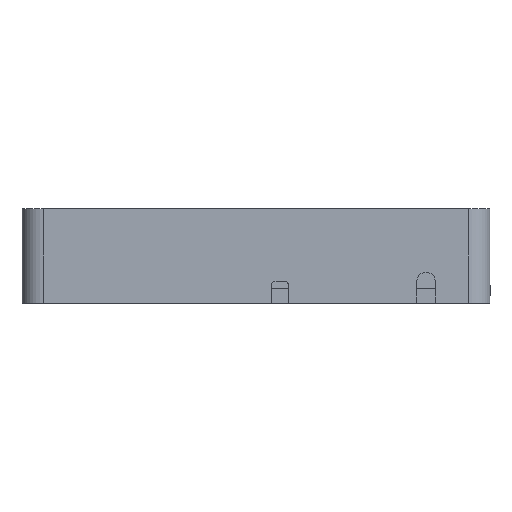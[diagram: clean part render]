
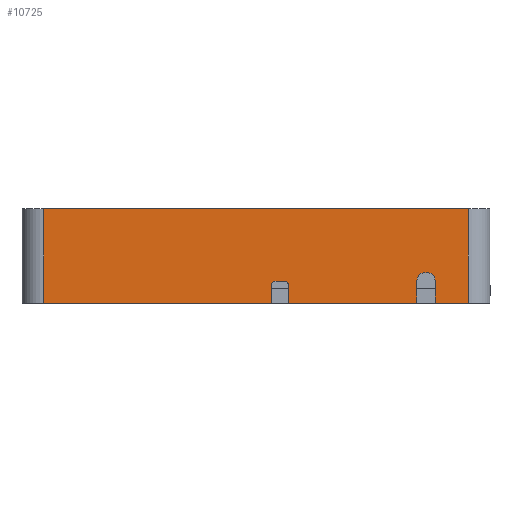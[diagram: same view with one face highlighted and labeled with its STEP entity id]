
A CAD part, left-side view. The second image highlights one B-rep face of the part: STEP entity #10725.
In plain terms, the highlighted planar face has unit normal (-1, 0, 0).
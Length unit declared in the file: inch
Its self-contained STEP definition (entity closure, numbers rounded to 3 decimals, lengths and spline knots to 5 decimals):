
#163 = VECTOR ( 'NONE', #15245, 39.37008 ) ;
#620 = ORIENTED_EDGE ( 'NONE', *, *, #24208, .F. ) ;
#643 = EDGE_CURVE ( 'NONE', #1537, #28892, #3260, .T. ) ;
#710 = DIRECTION ( 'NONE',  ( 0., 0., -1. ) ) ;
#794 = VECTOR ( 'NONE', #15088, 39.37008 ) ;
#865 = CARTESIAN_POINT ( 'NONE',  ( 1.0187, 2.77088, -0.2 ) ) ;
#1049 = VECTOR ( 'NONE', #16720, 39.37008 ) ;
#1144 = VERTEX_POINT ( 'NONE', #7750 ) ;
#1353 = VECTOR ( 'NONE', #23438, 39.37008 ) ;
#1537 = VERTEX_POINT ( 'NONE', #865 ) ;
#1628 = CARTESIAN_POINT ( 'NONE',  ( 1.0187, 8.16501, 1.1 ) ) ;
#1695 = CARTESIAN_POINT ( 'NONE',  ( 1.0187, 4.97876, 0.09996 ) ) ;
#2063 = CARTESIAN_POINT ( 'NONE',  ( 1.0187, 8.16501, -0.2 ) ) ;
#2315 = EDGE_CURVE ( 'NONE', #7695, #13241, #19581, .T. ) ;
#2444 = CARTESIAN_POINT ( 'NONE',  ( 1.0187, 2.88088, 0.22025 ) ) ;
#2850 = CARTESIAN_POINT ( 'NONE',  ( 1.0187, 4.79254, 0.04996 ) ) ;
#2883 = ORIENTED_EDGE ( 'NONE', *, *, #8450, .T. ) ;
#3217 = LINE ( 'NONE', #6533, #21128 ) ;
#3241 = VERTEX_POINT ( 'NONE', #26382 ) ;
#3260 = LINE ( 'NONE', #21186, #21172 ) ;
#3834 = LINE ( 'NONE', #8930, #9318 ) ;
#4123 = ORIENTED_EDGE ( 'NONE', *, *, #6839, .T. ) ;
#4684 = CARTESIAN_POINT ( 'NONE',  ( 1.0187, 8.16501, 1.1 ) ) ;
#4985 = EDGE_CURVE ( 'NONE', #28892, #5456, #12780, .T. ) ;
#5005 = AXIS2_PLACEMENT_3D ( 'NONE', #22268, #8303, #24609 ) ;
#5456 = VERTEX_POINT ( 'NONE', #14560 ) ;
#5769 = AXIS2_PLACEMENT_3D ( 'NONE', #12297, #28681, #14628 ) ;
#6007 = CARTESIAN_POINT ( 'NONE',  ( 1.0187, 8.16501, 1.1 ) ) ;
#6321 = DIRECTION ( 'NONE',  ( 0., 0., -1. ) ) ;
#6526 = CIRCLE ( 'NONE', #29350, 0.05 ) ;
#6533 = CARTESIAN_POINT ( 'NONE',  ( 1.0187, 8.16501, -0.2 ) ) ;
#6839 = EDGE_CURVE ( 'NONE', #20152, #1144, #3217, .T. ) ;
#6935 = CARTESIAN_POINT ( 'NONE',  ( 1.0187, 4.79254, -0.2 ) ) ;
#7184 = VECTOR ( 'NONE', #8375, 39.37008 ) ;
#7256 = LINE ( 'NONE', #26018, #1049 ) ;
#7545 = VECTOR ( 'NONE', #710, 39.37008 ) ;
#7695 = VERTEX_POINT ( 'NONE', #4684 ) ;
#7750 = CARTESIAN_POINT ( 'NONE',  ( 1.0187, 3.02088, -0.2 ) ) ;
#7974 = ORIENTED_EDGE ( 'NONE', *, *, #643, .F. ) ;
#8192 = CARTESIAN_POINT ( 'NONE',  ( 1.0187, 8.16501, -0.2 ) ) ;
#8303 = DIRECTION ( 'NONE',  ( -1., 0., 0. ) ) ;
#8375 = DIRECTION ( 'NONE',  ( 0., -1., 0. ) ) ;
#8450 = EDGE_CURVE ( 'NONE', #1537, #17422, #3834, .T. ) ;
#8486 = ORIENTED_EDGE ( 'NONE', *, *, #2315, .F. ) ;
#8664 = ORIENTED_EDGE ( 'NONE', *, *, #10939, .F. ) ;
#8849 = VERTEX_POINT ( 'NONE', #2063 ) ;
#8930 = CARTESIAN_POINT ( 'NONE',  ( 1.0187, 8.16501, -0.2 ) ) ;
#8949 = ORIENTED_EDGE ( 'NONE', *, *, #27595, .T. ) ;
#9162 = CARTESIAN_POINT ( 'NONE',  ( 1.0187, 2.31402, 1.1 ) ) ;
#9318 = VECTOR ( 'NONE', #20556, 39.37008 ) ;
#9447 = DIRECTION ( 'NONE',  ( 0., 0., 1. ) ) ;
#9860 = DIRECTION ( 'NONE',  ( -1., 0., 0. ) ) ;
#9907 = EDGE_CURVE ( 'NONE', #16687, #3241, #28132, .T. ) ;
#10725 = ADVANCED_FACE ( 'NONE', ( #21082 ), #15593, .F. ) ;
#10849 = DIRECTION ( 'NONE',  ( -1., 0., 0. ) ) ;
#10939 = EDGE_CURVE ( 'NONE', #5456, #16687, #19969, .T. ) ;
#10975 = VECTOR ( 'NONE', #27981, 39.37008 ) ;
#11651 = EDGE_LOOP ( 'NONE', ( #21956, #23432, #19426, #16655, #21055, #23713, #4123, #23983, #13987, #8664, #24154, #7974, #2883, #620, #8486, #8949 ) ) ;
#11948 = EDGE_CURVE ( 'NONE', #20152, #27551, #25010, .T. ) ;
#12045 = EDGE_CURVE ( 'NONE', #19037, #29424, #22057, .T. ) ;
#12297 = CARTESIAN_POINT ( 'NONE',  ( 1.0187, 4.84254, 0.04996 ) ) ;
#12431 = LINE ( 'NONE', #20906, #10975 ) ;
#12780 = CIRCLE ( 'NONE', #5005, 0.11 ) ;
#12927 = CARTESIAN_POINT ( 'NONE',  ( 1.0187, 2.91088, 0.22025 ) ) ;
#13000 = LINE ( 'NONE', #14652, #7545 ) ;
#13241 = VERTEX_POINT ( 'NONE', #9162 ) ;
#13929 = VECTOR ( 'NONE', #28448, 39.37008 ) ;
#13987 = ORIENTED_EDGE ( 'NONE', *, *, #9907, .F. ) ;
#13990 = EDGE_CURVE ( 'NONE', #16895, #14445, #20891, .T. ) ;
#14382 = CARTESIAN_POINT ( 'NONE',  ( 1.0187, 5.02876, -0.2 ) ) ;
#14438 = EDGE_CURVE ( 'NONE', #3241, #1144, #12431, .T. ) ;
#14445 = VERTEX_POINT ( 'NONE', #18648 ) ;
#14560 = CARTESIAN_POINT ( 'NONE',  ( 1.0187, 2.88088, 0.22025 ) ) ;
#14616 = EDGE_CURVE ( 'NONE', #27551, #19037, #18065, .T. ) ;
#14628 = DIRECTION ( 'NONE',  ( 0., 0., 1. ) ) ;
#14652 = CARTESIAN_POINT ( 'NONE',  ( 1.0187, 8.16501, 1.1 ) ) ;
#15088 = DIRECTION ( 'NONE',  ( 0., -1., 0. ) ) ;
#15245 = DIRECTION ( 'NONE',  ( 0., 0., 1. ) ) ;
#15593 = PLANE ( 'NONE',  #16451 ) ;
#15891 = DIRECTION ( 'NONE',  ( 0., -1., 0. ) ) ;
#16075 = EDGE_CURVE ( 'NONE', #8849, #14445, #24149, .T. ) ;
#16451 = AXIS2_PLACEMENT_3D ( 'NONE', #1628, #20302, #6321 ) ;
#16655 = ORIENTED_EDGE ( 'NONE', *, *, #12045, .F. ) ;
#16687 = VERTEX_POINT ( 'NONE', #12927 ) ;
#16720 = DIRECTION ( 'NONE',  ( 0., 0., -1. ) ) ;
#16895 = VERTEX_POINT ( 'NONE', #26856 ) ;
#17422 = VERTEX_POINT ( 'NONE', #21706 ) ;
#17909 = EDGE_CURVE ( 'NONE', #29424, #16895, #6526, .T. ) ;
#18022 = DIRECTION ( 'NONE',  ( 0., 1., 0. ) ) ;
#18065 = CIRCLE ( 'NONE', #5769, 0.05 ) ;
#18648 = CARTESIAN_POINT ( 'NONE',  ( 1.0187, 5.02876, -0.2 ) ) ;
#19037 = VERTEX_POINT ( 'NONE', #29303 ) ;
#19426 = ORIENTED_EDGE ( 'NONE', *, *, #17909, .F. ) ;
#19581 = LINE ( 'NONE', #6007, #7184 ) ;
#19969 = LINE ( 'NONE', #2444, #1353 ) ;
#19970 = CARTESIAN_POINT ( 'NONE',  ( 1.0187, 4.79254, -0.2 ) ) ;
#20152 = VERTEX_POINT ( 'NONE', #6935 ) ;
#20302 = DIRECTION ( 'NONE',  ( 1., 0., 0. ) ) ;
#20556 = DIRECTION ( 'NONE',  ( 0., -1., 0. ) ) ;
#20891 = LINE ( 'NONE', #14382, #13929 ) ;
#20906 = CARTESIAN_POINT ( 'NONE',  ( 1.0187, 3.02088, -0.20686 ) ) ;
#21055 = ORIENTED_EDGE ( 'NONE', *, *, #14616, .F. ) ;
#21082 = FACE_OUTER_BOUND ( 'NONE', #11651, .T. ) ;
#21128 = VECTOR ( 'NONE', #15891, 39.37008 ) ;
#21172 = VECTOR ( 'NONE', #9447, 39.37008 ) ;
#21186 = CARTESIAN_POINT ( 'NONE',  ( 1.0187, 2.77088, -0.20686 ) ) ;
#21706 = CARTESIAN_POINT ( 'NONE',  ( 1.0187, 2.31402, -0.2 ) ) ;
#21956 = ORIENTED_EDGE ( 'NONE', *, *, #16075, .T. ) ;
#22057 = LINE ( 'NONE', #1695, #22796 ) ;
#22268 = CARTESIAN_POINT ( 'NONE',  ( 1.0187, 2.88088, 0.11025 ) ) ;
#22796 = VECTOR ( 'NONE', #18022, 39.37008 ) ;
#23364 = CARTESIAN_POINT ( 'NONE',  ( 1.0187, 2.77088, 0.11025 ) ) ;
#23432 = ORIENTED_EDGE ( 'NONE', *, *, #13990, .F. ) ;
#23438 = DIRECTION ( 'NONE',  ( 0., 1., 0. ) ) ;
#23713 = ORIENTED_EDGE ( 'NONE', *, *, #11948, .F. ) ;
#23805 = CARTESIAN_POINT ( 'NONE',  ( 1.0187, 4.97876, 0.04996 ) ) ;
#23983 = ORIENTED_EDGE ( 'NONE', *, *, #14438, .F. ) ;
#24149 = LINE ( 'NONE', #8192, #794 ) ;
#24154 = ORIENTED_EDGE ( 'NONE', *, *, #4985, .F. ) ;
#24208 = EDGE_CURVE ( 'NONE', #13241, #17422, #7256, .T. ) ;
#24609 = DIRECTION ( 'NONE',  ( 0., 0., 1. ) ) ;
#24856 = CARTESIAN_POINT ( 'NONE',  ( 1.0187, 2.91088, 0.11025 ) ) ;
#25010 = LINE ( 'NONE', #19970, #163 ) ;
#26018 = CARTESIAN_POINT ( 'NONE',  ( 1.0187, 2.31402, 1.1 ) ) ;
#26187 = DIRECTION ( 'NONE',  ( 0., 0., -1. ) ) ;
#26382 = CARTESIAN_POINT ( 'NONE',  ( 1.0187, 3.02088, 0.11025 ) ) ;
#26856 = CARTESIAN_POINT ( 'NONE',  ( 1.0187, 5.02876, 0.04996 ) ) ;
#27225 = DIRECTION ( 'NONE',  ( 0., 0., -1. ) ) ;
#27551 = VERTEX_POINT ( 'NONE', #2850 ) ;
#27595 = EDGE_CURVE ( 'NONE', #7695, #8849, #13000, .T. ) ;
#27631 = AXIS2_PLACEMENT_3D ( 'NONE', #24856, #10849, #27225 ) ;
#27667 = CARTESIAN_POINT ( 'NONE',  ( 1.0187, 4.97876, 0.09996 ) ) ;
#27981 = DIRECTION ( 'NONE',  ( 0., 0., -1. ) ) ;
#28132 = CIRCLE ( 'NONE', #27631, 0.11 ) ;
#28448 = DIRECTION ( 'NONE',  ( 0., 0., -1. ) ) ;
#28681 = DIRECTION ( 'NONE',  ( -1., 0., 0. ) ) ;
#28892 = VERTEX_POINT ( 'NONE', #23364 ) ;
#29303 = CARTESIAN_POINT ( 'NONE',  ( 1.0187, 4.84254, 0.09996 ) ) ;
#29350 = AXIS2_PLACEMENT_3D ( 'NONE', #23805, #9860, #26187 ) ;
#29424 = VERTEX_POINT ( 'NONE', #27667 ) ;
